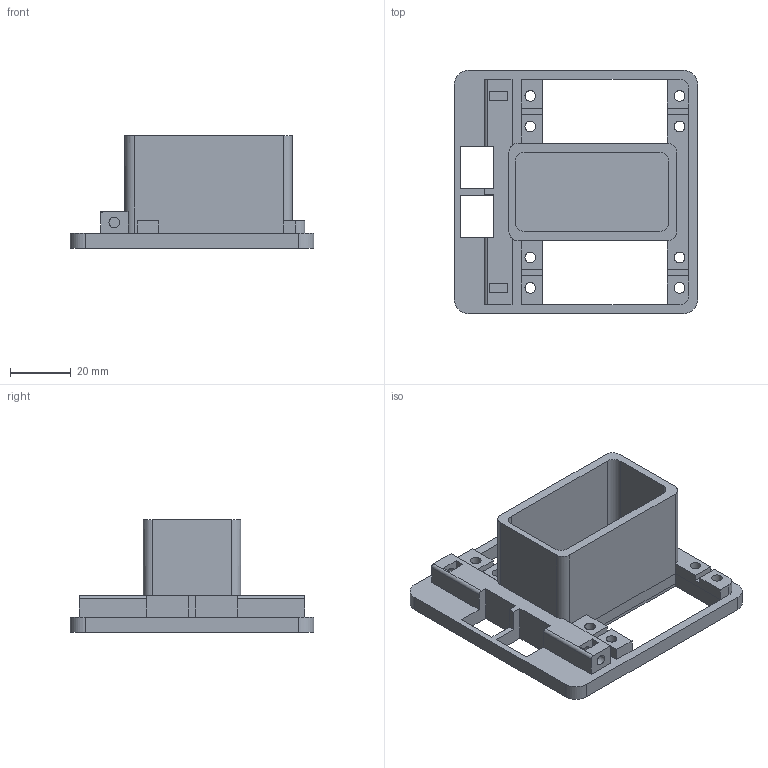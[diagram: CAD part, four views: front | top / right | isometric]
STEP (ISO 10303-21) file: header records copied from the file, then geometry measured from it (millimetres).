
FILE_DESCRIPTION(('FreeCAD Model'),'2;1');
FILE_NAME('chassis.step', '2015-03-06T11:39:19',('FreeCAD'),('FreeCAD'), 'Open CASCADE STEP processor 6.7','FreeCAD','Unknown');
FILE_SCHEMA(('AUTOMOTIVE_DESIGN_CC2 { 1 2 10303 214 -1 1 5 4 }'));
Length unit declared in the file: millimetre
Products named in the file (1): Fillet019
Bounding box: 80 x 80 x 37 mm (x, y, z)
Volume: 37214.2 mm3; surface area: 25353.4 mm2
Topology: 1 solids, 1 shells, 132 faces, 364 edges, 234 vertices
Faces by surface type: plane 96, cylinder 36
Full cylindrical faces by diameter (mm): 3.5 x12, 6 x8
Entity records: 9846 total; most frequent: CARTESIAN_POINT 1907, DIRECTION 1191, LINE 730, VECTOR 730, ORIENTED_EDGE 728, PCURVE 728, DEFINITIONAL_REPRESENTATION 728, EDGE_CURVE 364
